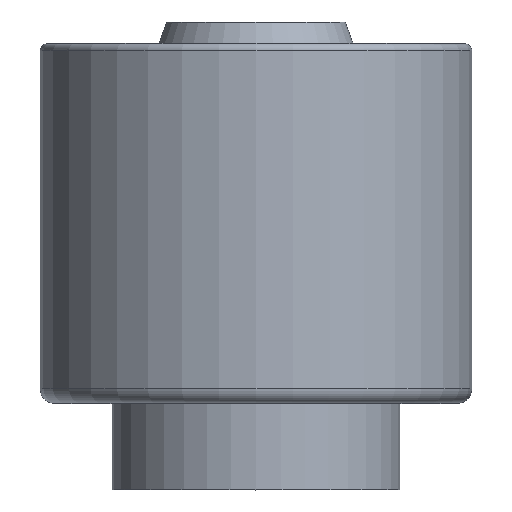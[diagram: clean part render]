
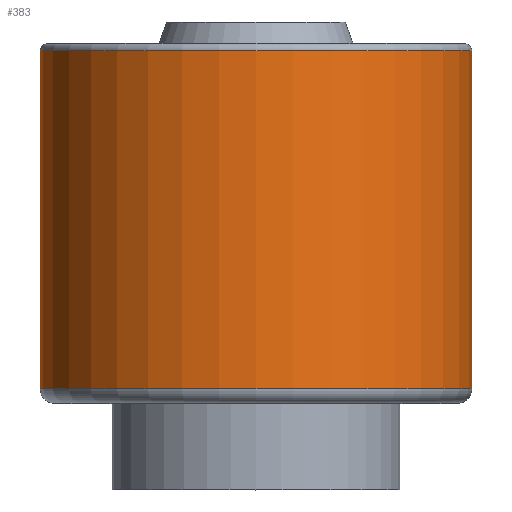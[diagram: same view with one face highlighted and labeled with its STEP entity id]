
A CAD part, top view. The second image highlights one B-rep face of the part: STEP entity #383.
In plain terms, the highlighted cylindrical face has radius 30 mm (diameter 60 mm), a full revolution.
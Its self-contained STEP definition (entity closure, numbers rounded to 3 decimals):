
#48=FACE_OUTER_BOUND('',#73,.T.);
#73=EDGE_LOOP('',(#305,#306,#307,#308,#309,#310));
#108=LINE('',#676,#130);
#130=VECTOR('',#544,30.);
#148=CIRCLE('',#442,30.);
#149=CIRCLE('',#443,30.);
#150=CIRCLE('',#445,30.);
#151=CIRCLE('',#446,30.);
#187=VERTEX_POINT('',#669);
#188=VERTEX_POINT('',#671);
#189=VERTEX_POINT('',#675);
#190=VERTEX_POINT('',#677);
#232=EDGE_CURVE('',#187,#188,#148,.T.);
#233=EDGE_CURVE('',#188,#187,#149,.T.);
#234=EDGE_CURVE('',#188,#189,#108,.T.);
#235=EDGE_CURVE('',#190,#189,#150,.T.);
#236=EDGE_CURVE('',#189,#190,#151,.T.);
#305=ORIENTED_EDGE('',*,*,#233,.F.);
#306=ORIENTED_EDGE('',*,*,#234,.T.);
#307=ORIENTED_EDGE('',*,*,#235,.F.);
#308=ORIENTED_EDGE('',*,*,#236,.F.);
#309=ORIENTED_EDGE('',*,*,#234,.F.);
#310=ORIENTED_EDGE('',*,*,#232,.F.);
#368=CYLINDRICAL_SURFACE('',#444,30.);
#383=ADVANCED_FACE('',(#48),#368,.T.);
#442=AXIS2_PLACEMENT_3D('',#672,#538,#539);
#443=AXIS2_PLACEMENT_3D('',#673,#540,#541);
#444=AXIS2_PLACEMENT_3D('',#674,#542,#543);
#445=AXIS2_PLACEMENT_3D('',#678,#545,#546);
#446=AXIS2_PLACEMENT_3D('',#679,#547,#548);
#538=DIRECTION('center_axis',(0.,-1.,0.));
#539=DIRECTION('ref_axis',(-1.,0.,0.));
#540=DIRECTION('center_axis',(0.,-1.,0.));
#541=DIRECTION('ref_axis',(-1.,0.,0.));
#542=DIRECTION('center_axis',(0.,-1.,0.));
#543=DIRECTION('ref_axis',(1.,0.,0.));
#544=DIRECTION('',(0.,1.,0.));
#545=DIRECTION('center_axis',(0.,1.,0.));
#546=DIRECTION('ref_axis',(-1.,0.,0.));
#547=DIRECTION('center_axis',(0.,1.,0.));
#548=DIRECTION('ref_axis',(-1.,0.,0.));
#669=CARTESIAN_POINT('',(0.,2.,30.));
#671=CARTESIAN_POINT('',(-30.,2.,0.));
#672=CARTESIAN_POINT('Origin',(0.,2.,0.));
#673=CARTESIAN_POINT('Origin',(0.,2.,0.));
#674=CARTESIAN_POINT('Origin',(0.,25.,0.));
#675=CARTESIAN_POINT('',(-30.,49.,0.));
#676=CARTESIAN_POINT('',(-30.,25.,0.));
#677=CARTESIAN_POINT('',(0.,49.,30.));
#678=CARTESIAN_POINT('Origin',(0.,49.,0.));
#679=CARTESIAN_POINT('Origin',(0.,49.,0.));
